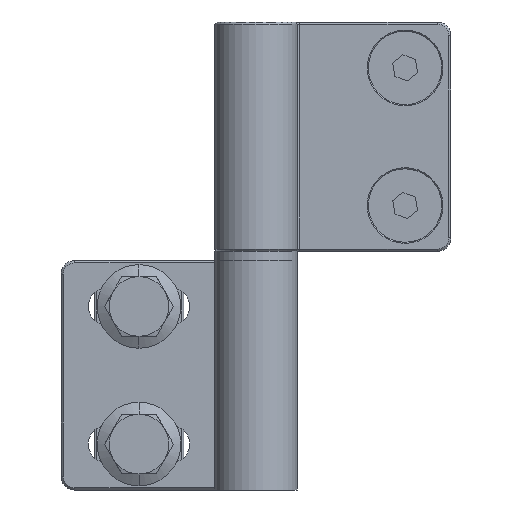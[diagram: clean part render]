
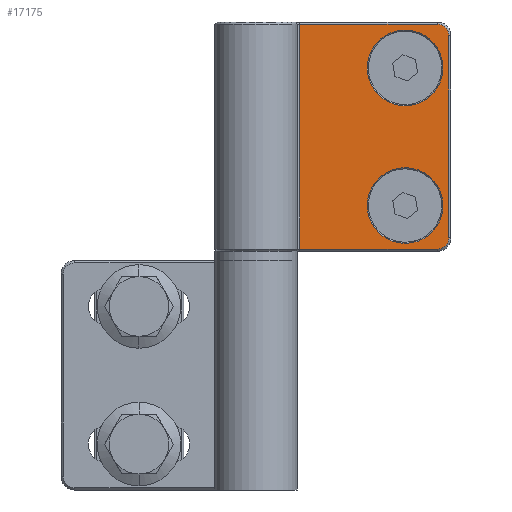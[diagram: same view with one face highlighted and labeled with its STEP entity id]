
A CAD part, front view. The second image highlights one B-rep face of the part: STEP entity #17175.
In plain terms, the highlighted planar face has unit normal (0, -1, 0).
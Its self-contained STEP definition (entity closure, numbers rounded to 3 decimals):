
#5 = ORIENTED_EDGE ( 'NONE', *, *, #24400, .F. ) ;
#263 = ORIENTED_EDGE ( 'NONE', *, *, #2054, .T. ) ;
#1302 = LINE ( 'NONE', #19685, #5996 ) ;
#1714 = EDGE_LOOP ( 'NONE', ( #12862, #12890, #263, #5581, #2538, #7918 ) ) ;
#2054 = EDGE_CURVE ( 'NONE', #15712, #10072, #13234, .T. ) ;
#2538 = ORIENTED_EDGE ( 'NONE', *, *, #7653, .T. ) ;
#2696 = DIRECTION ( 'NONE',  ( 0., -1., 0. ) ) ;
#3235 = CARTESIAN_POINT ( 'NONE',  ( 9.5, 4., 50.5 ) ) ;
#4672 = AXIS2_PLACEMENT_3D ( 'NONE', #21234, #9309, #23263 ) ;
#4784 = CARTESIAN_POINT ( 'NONE',  ( 32.5, 4., 11. ) ) ;
#4914 = CARTESIAN_POINT ( 'NONE',  ( 39.5, 4., 1.5 ) ) ;
#5581 = ORIENTED_EDGE ( 'NONE', *, *, #19926, .T. ) ;
#5996 = VECTOR ( 'NONE', #21716, 1000. ) ;
#6140 = CARTESIAN_POINT ( 'NONE',  ( 42., 4., 1. ) ) ;
#6506 = EDGE_CURVE ( 'NONE', #17036, #15712, #21892, .T. ) ;
#6638 = CARTESIAN_POINT ( 'NONE',  ( 39.5, 4., 1.5 ) ) ;
#6655 = AXIS2_PLACEMENT_3D ( 'NONE', #8398, #22346, #10412 ) ;
#6783 = DIRECTION ( 'NONE',  ( 0., 0., -1. ) ) ;
#6833 = DIRECTION ( 'NONE',  ( -1., 0., 0. ) ) ;
#6923 = ORIENTED_EDGE ( 'NONE', *, *, #24971, .F. ) ;
#7123 = EDGE_CURVE ( 'NONE', #12622, #17536, #7533, .T. ) ;
#7533 = CIRCLE ( 'NONE', #15390, 8.25 ) ;
#7590 = VECTOR ( 'NONE', #6833, 1000. ) ;
#7640 = CIRCLE ( 'NONE', #6655, 8.25 ) ;
#7653 = EDGE_CURVE ( 'NONE', #9531, #8218, #9388, .T. ) ;
#7849 = DIRECTION ( 'NONE',  ( 0., -1., 0. ) ) ;
#7918 = ORIENTED_EDGE ( 'NONE', *, *, #18488, .T. ) ;
#8031 = CARTESIAN_POINT ( 'NONE',  ( 42.5, 4., 1. ) ) ;
#8188 = VERTEX_POINT ( 'NONE', #15050 ) ;
#8218 = VERTEX_POINT ( 'NONE', #11150 ) ;
#8398 = CARTESIAN_POINT ( 'NONE',  ( 32.5, 4., 41. ) ) ;
#8929 = FACE_BOUND ( 'NONE', #19204, .T. ) ;
#9309 = DIRECTION ( 'NONE',  ( 0., -1., 0. ) ) ;
#9388 = CIRCLE ( 'NONE', #12587, 2.5 ) ;
#9531 = VERTEX_POINT ( 'NONE', #9654 ) ;
#9654 = CARTESIAN_POINT ( 'NONE',  ( 42., 4., 48. ) ) ;
#9811 = ORIENTED_EDGE ( 'NONE', *, *, #24731, .F. ) ;
#10041 = PLANE ( 'NONE',  #14288 ) ;
#10072 = VERTEX_POINT ( 'NONE', #23392 ) ;
#10074 = DIRECTION ( 'NONE',  ( 0., 0., 1. ) ) ;
#10412 = DIRECTION ( 'NONE',  ( 0., 0., -1. ) ) ;
#10596 = DIRECTION ( 'NONE',  ( 0., -1., 0. ) ) ;
#10781 = CARTESIAN_POINT ( 'NONE',  ( 42.5, 4., 50.5 ) ) ;
#11150 = CARTESIAN_POINT ( 'NONE',  ( 39.5, 4., 50.5 ) ) ;
#11350 = CIRCLE ( 'NONE', #19485, 8.25 ) ;
#12465 = ORIENTED_EDGE ( 'NONE', *, *, #7123, .F. ) ;
#12587 = AXIS2_PLACEMENT_3D ( 'NONE', #22539, #10596, #24588 ) ;
#12622 = VERTEX_POINT ( 'NONE', #19439 ) ;
#12862 = ORIENTED_EDGE ( 'NONE', *, *, #18805, .T. ) ;
#12887 = LINE ( 'NONE', #10781, #7590 ) ;
#12890 = ORIENTED_EDGE ( 'NONE', *, *, #6506, .T. ) ;
#13234 = CIRCLE ( 'NONE', #4672, 2.5 ) ;
#13513 = CARTESIAN_POINT ( 'NONE',  ( 9.5, 4., 1.5 ) ) ;
#13926 = DIRECTION ( 'NONE',  ( 0., 1., 0. ) ) ;
#14288 = AXIS2_PLACEMENT_3D ( 'NONE', #8031, #13926, #23995 ) ;
#14622 = CARTESIAN_POINT ( 'NONE',  ( 32.5, 4., 41. ) ) ;
#14840 = DIRECTION ( 'NONE',  ( 1., 0., 0. ) ) ;
#15050 = CARTESIAN_POINT ( 'NONE',  ( 32.5, 4., 32.75 ) ) ;
#15390 = AXIS2_PLACEMENT_3D ( 'NONE', #4784, #18690, #6783 ) ;
#15677 = CIRCLE ( 'NONE', #24405, 8.25 ) ;
#15712 = VERTEX_POINT ( 'NONE', #6638 ) ;
#16646 = DIRECTION ( 'NONE',  ( 0., 0., -1. ) ) ;
#17036 = VERTEX_POINT ( 'NONE', #13513 ) ;
#17175 = ADVANCED_FACE ( 'NONE', ( #20121, #8929, #24878 ), #10041, .F. ) ;
#17536 = VERTEX_POINT ( 'NONE', #21519 ) ;
#18488 = EDGE_CURVE ( 'NONE', #8218, #18626, #12887, .T. ) ;
#18626 = VERTEX_POINT ( 'NONE', #3235 ) ;
#18690 = DIRECTION ( 'NONE',  ( 0., -1., 0. ) ) ;
#18805 = EDGE_CURVE ( 'NONE', #18626, #17036, #1302, .T. ) ;
#19204 = EDGE_LOOP ( 'NONE', ( #6923, #5 ) ) ;
#19365 = LINE ( 'NONE', #6140, #24100 ) ;
#19439 = CARTESIAN_POINT ( 'NONE',  ( 32.5, 4., 19.25 ) ) ;
#19485 = AXIS2_PLACEMENT_3D ( 'NONE', #19767, #7849, #21785 ) ;
#19612 = VERTEX_POINT ( 'NONE', #20988 ) ;
#19685 = CARTESIAN_POINT ( 'NONE',  ( 9.5, 4., 1. ) ) ;
#19767 = CARTESIAN_POINT ( 'NONE',  ( 32.5, 4., 11. ) ) ;
#19926 = EDGE_CURVE ( 'NONE', #10072, #9531, #19365, .T. ) ;
#20121 = FACE_BOUND ( 'NONE', #21335, .T. ) ;
#20654 = VECTOR ( 'NONE', #14840, 1000. ) ;
#20988 = CARTESIAN_POINT ( 'NONE',  ( 32.5, 4., 49.25 ) ) ;
#21234 = CARTESIAN_POINT ( 'NONE',  ( 39.5, 4., 4. ) ) ;
#21335 = EDGE_LOOP ( 'NONE', ( #9811, #12465 ) ) ;
#21519 = CARTESIAN_POINT ( 'NONE',  ( 32.5, 4., 2.75 ) ) ;
#21716 = DIRECTION ( 'NONE',  ( 0., 0., -1. ) ) ;
#21785 = DIRECTION ( 'NONE',  ( 0., 0., -1. ) ) ;
#21892 = LINE ( 'NONE', #4914, #20654 ) ;
#22346 = DIRECTION ( 'NONE',  ( 0., -1., 0. ) ) ;
#22539 = CARTESIAN_POINT ( 'NONE',  ( 39.5, 4., 48. ) ) ;
#23263 = DIRECTION ( 'NONE',  ( 0., 0., 1. ) ) ;
#23392 = CARTESIAN_POINT ( 'NONE',  ( 42., 4., 4. ) ) ;
#23995 = DIRECTION ( 'NONE',  ( 0., 0., 1. ) ) ;
#24100 = VECTOR ( 'NONE', #10074, 1000. ) ;
#24400 = EDGE_CURVE ( 'NONE', #19612, #8188, #7640, .T. ) ;
#24405 = AXIS2_PLACEMENT_3D ( 'NONE', #14622, #2696, #16646 ) ;
#24588 = DIRECTION ( 'NONE',  ( 0., 0., 1. ) ) ;
#24731 = EDGE_CURVE ( 'NONE', #17536, #12622, #11350, .T. ) ;
#24878 = FACE_OUTER_BOUND ( 'NONE', #1714, .T. ) ;
#24971 = EDGE_CURVE ( 'NONE', #8188, #19612, #15677, .T. ) ;
